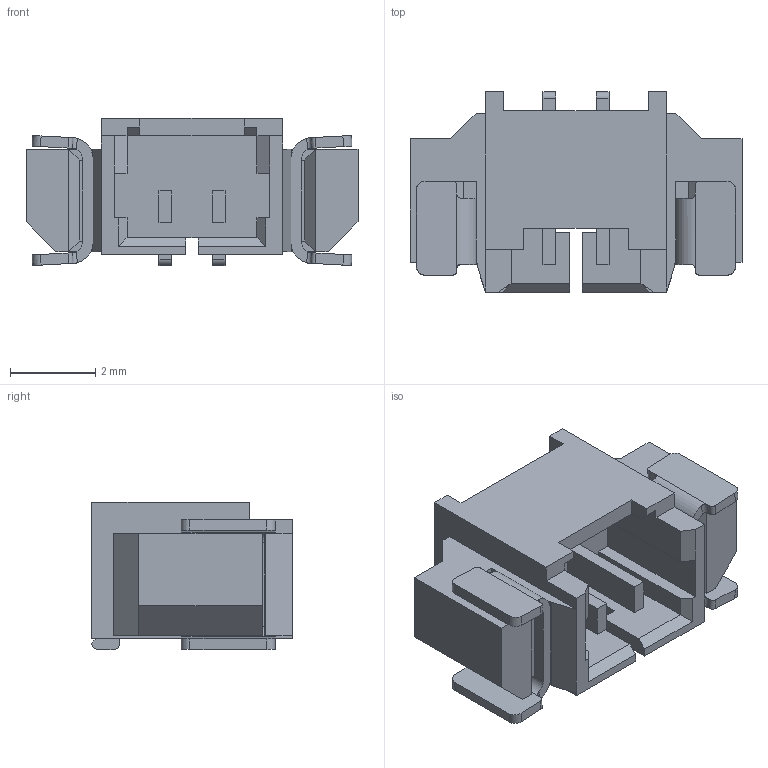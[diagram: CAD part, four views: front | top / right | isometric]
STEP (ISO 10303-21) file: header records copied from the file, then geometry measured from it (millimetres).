
FILE_DESCRIPTION(('FreeCAD Model'),'2;1');
FILE_NAME('Boomele_1.25T-2PWT.step','2021-04-03T17:00:08',('kicad StepUp'),( 'ksu MCAD'),'Open CASCADE STEP processor 7.3','FreeCAD','Unknown');
FILE_SCHEMA(('AUTOMOTIVE_DESIGN { 1 0 10303 214 1 1 1 1 }'));
Length unit declared in the file: millimetre
Products named in the file (1): Boomele_1.25T-2PWT
Bounding box: 7.79 x 4.7 x 3.45 mm (x, y, z)
Volume: 60.5 mm3; surface area: 198.3 mm2
Topology: 1 solids, 1 shells, 208 faces, 574 edges, 370 vertices
Faces by surface type: plane 170, cylinder 38
Entity records: 8067 total; most frequent: CARTESIAN_POINT 1293, ORIENTED_EDGE 1148, DIRECTION 1036, EDGE_CURVE 574, LINE 490, VECTOR 490, VERTEX_POINT 370, AXIS2_PLACEMENT_3D 273
